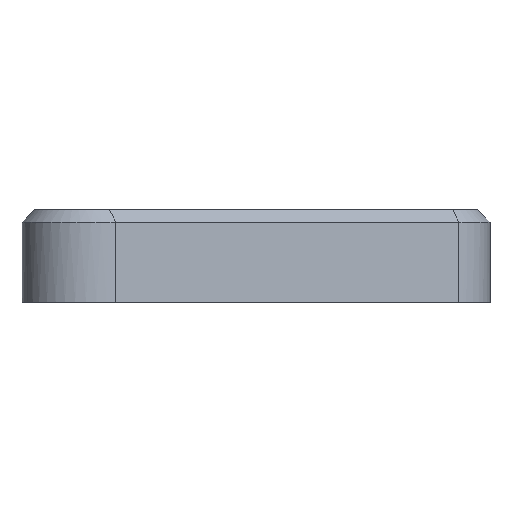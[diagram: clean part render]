
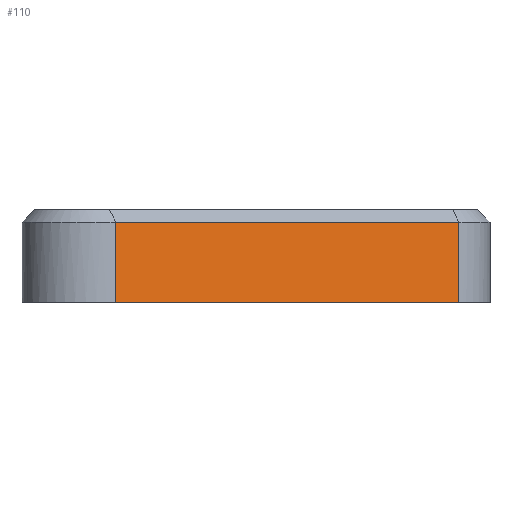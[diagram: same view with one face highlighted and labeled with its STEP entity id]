
A CAD part, front view. The second image highlights one B-rep face of the part: STEP entity #110.
In plain terms, the highlighted planar face has unit normal (0.5, -0.866, 0).
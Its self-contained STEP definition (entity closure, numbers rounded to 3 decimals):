
#110=ADVANCED_FACE('',(#337),#3263,.T.);
#337=FACE_OUTER_BOUND('',#564,.T.);
#564=EDGE_LOOP('',(#1071,#1072,#1073,#1074));
#1071=ORIENTED_EDGE('',*,*,#2069,.F.);
#1072=ORIENTED_EDGE('',*,*,#2068,.F.);
#1073=ORIENTED_EDGE('',*,*,#2067,.T.);
#1074=ORIENTED_EDGE('',*,*,#2100,.F.);
#2067=EDGE_CURVE('',#3080,#3107,#2518,.T.);
#2068=EDGE_CURVE('',#3080,#3081,#2519,.T.);
#2069=EDGE_CURVE('',#3081,#3108,#2520,.T.);
#2100=EDGE_CURVE('',#3108,#3107,#2543,.T.);
#2518=B_SPLINE_CURVE_WITH_KNOTS('',1,(#4964,#4965),.UNSPECIFIED.,.F.,.F.,
(2,2),(0.,2.91),.UNSPECIFIED.);
#2519=B_SPLINE_CURVE_WITH_KNOTS('',1,(#4966,#4967),.UNSPECIFIED.,.F.,.F.,
(2,2),(-46.868,-31.002),.UNSPECIFIED.);
#2520=B_SPLINE_CURVE_WITH_KNOTS('',1,(#4968,#4969),.UNSPECIFIED.,.F.,.F.,
(2,2),(0.,2.91),.UNSPECIFIED.);
#2543=B_SPLINE_CURVE_WITH_KNOTS('',1,(#5040,#5041),.UNSPECIFIED.,.F.,.F.,
(2,2),(0.,15.865),.UNSPECIFIED.);
#3080=VERTEX_POINT('',#4233);
#3081=VERTEX_POINT('',#4234);
#3107=VERTEX_POINT('',#4260);
#3108=VERTEX_POINT('',#4261);
#3263=PLANE('',#3451);
#3451=AXIS2_PLACEMENT_3D('',#3881,#3622,$);
#3622=DIRECTION('',(0.5,-0.866,0.));
#3881=CARTESIAN_POINT('',(96.704,-32.887,8.65));
#4233=CARTESIAN_POINT('',(96.704,-32.887,8.65));
#4234=CARTESIAN_POINT('',(82.964,-40.82,8.65));
#4260=CARTESIAN_POINT('',(96.704,-32.887,11.86));
#4261=CARTESIAN_POINT('',(82.964,-40.82,11.86));
#4964=CARTESIAN_POINT('',(96.704,-32.887,8.65));
#4965=CARTESIAN_POINT('',(96.704,-32.887,11.86));
#4966=CARTESIAN_POINT('',(96.704,-32.887,8.65));
#4967=CARTESIAN_POINT('',(82.964,-40.82,8.65));
#4968=CARTESIAN_POINT('',(82.964,-40.82,8.65));
#4969=CARTESIAN_POINT('',(82.964,-40.82,11.86));
#5040=CARTESIAN_POINT('',(82.964,-40.82,11.86));
#5041=CARTESIAN_POINT('',(96.704,-32.887,11.86));
